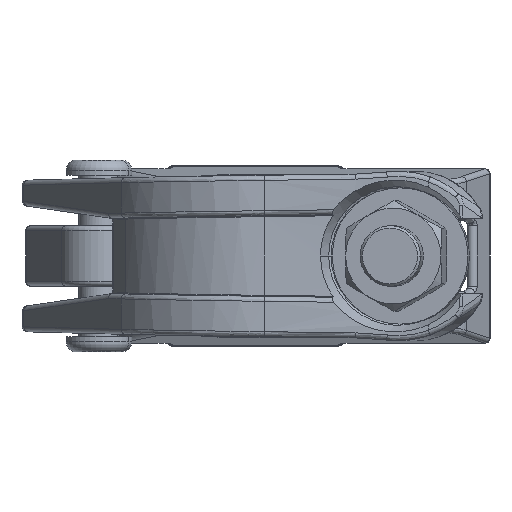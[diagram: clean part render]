
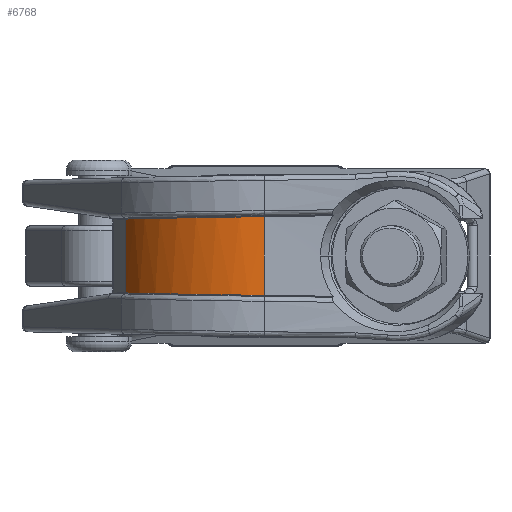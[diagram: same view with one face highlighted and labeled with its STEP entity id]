
A CAD part, front view. The second image highlights one B-rep face of the part: STEP entity #6768.
In plain terms, the highlighted cylindrical face has radius 29 mm (diameter 58 mm), a partial arc.
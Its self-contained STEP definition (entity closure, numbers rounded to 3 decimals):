
#37 = ORIENTED_EDGE ( 'NONE', *, *, #8680, .F. ) ;
#298 = ORIENTED_EDGE ( 'NONE', *, *, #5238, .T. ) ;
#981 = VECTOR ( 'NONE', #8179, 1000. ) ;
#2529 = DIRECTION ( 'NONE',  ( 0., 0., 1. ) ) ;
#3393 = VERTEX_POINT ( 'NONE', #11098 ) ;
#3747 = CARTESIAN_POINT ( 'NONE',  ( -17.4, 23.2, -134.198 ) ) ;
#4104 = EDGE_LOOP ( 'NONE', ( #6490, #4278, #37, #298 ) ) ;
#4112 = FACE_OUTER_BOUND ( 'NONE', #4104, .T. ) ;
#4278 = ORIENTED_EDGE ( 'NONE', *, *, #12897, .T. ) ;
#4847 =( BOUNDED_CURVE ( )  B_SPLINE_CURVE ( 3, ( #12368, #6767, #10022, #6710 ),
 .UNSPECIFIED., .F., .F. ) 
 B_SPLINE_CURVE_WITH_KNOTS ( ( 4, 4 ),
 ( 4.213, 5.356 ),
 .UNSPECIFIED. ) 
 CURVE ( )  GEOMETRIC_REPRESENTATION_ITEM ( )  RATIONAL_B_SPLINE_CURVE ( ( 1., 0.894, 0.894, 1. ) ) 
 REPRESENTATION_ITEM ( '' )  );
#5055 = CARTESIAN_POINT ( 'NONE',  ( 0., 0., -134.198 ) ) ;
#5238 = EDGE_CURVE ( 'NONE', #8816, #12070, #4847, .T. ) ;
#5585 = CARTESIAN_POINT ( 'NONE',  ( 13.884, 25.461, -7.786 ) ) ;
#5654 = CYLINDRICAL_SURFACE ( 'NONE', #5878, 29. ) ;
#5878 = AXIS2_PLACEMENT_3D ( 'NONE', #5055, #12835, #7383 ) ;
#6061 = VERTEX_POINT ( 'NONE', #13375 ) ;
#6480 = EDGE_CURVE ( 'NONE', #12070, #3393, #13450, .T. ) ;
#6490 = ORIENTED_EDGE ( 'NONE', *, *, #6480, .T. ) ;
#6614 = VECTOR ( 'NONE', #2529, 1000. ) ;
#6710 = CARTESIAN_POINT ( 'NONE',  ( -17.4, 23.2, -7.315 ) ) ;
#6767 = CARTESIAN_POINT ( 'NONE',  ( 3.617, 31.059, -7.631 ) ) ;
#6768 = ADVANCED_FACE ( 'NONE', ( #4112 ), #5654, .T. ) ;
#7383 = DIRECTION ( 'NONE',  ( 1., 0., 0. ) ) ;
#8008 = CARTESIAN_POINT ( 'NONE',  ( 13.884, 25.461, -134.198 ) ) ;
#8179 = DIRECTION ( 'NONE',  ( 0., 0., 1. ) ) ;
#8680 = EDGE_CURVE ( 'NONE', #8816, #6061, #9564, .T. ) ;
#8713 = CARTESIAN_POINT ( 'NONE',  ( -8.045, 30.216, 7.456 ) ) ;
#8816 = VERTEX_POINT ( 'NONE', #5585 ) ;
#9564 = LINE ( 'NONE', #8008, #6614 ) ;
#10022 = CARTESIAN_POINT ( 'NONE',  ( -8.045, 30.216, -7.456 ) ) ;
#10990 = CARTESIAN_POINT ( 'NONE',  ( 13.884, 25.461, 7.786 ) ) ;
#11098 = CARTESIAN_POINT ( 'NONE',  ( -17.4, 23.2, 7.315 ) ) ;
#11389 = CARTESIAN_POINT ( 'NONE',  ( -17.4, 23.2, -7.315 ) ) ;
#11719 =( BOUNDED_CURVE ( )  B_SPLINE_CURVE ( 3, ( #13151, #8713, #14214, #10990 ),
 .UNSPECIFIED., .F., .F. ) 
 B_SPLINE_CURVE_WITH_KNOTS ( ( 4, 4 ),
 ( 4.069, 5.212 ),
 .UNSPECIFIED. ) 
 CURVE ( )  GEOMETRIC_REPRESENTATION_ITEM ( )  RATIONAL_B_SPLINE_CURVE ( ( 1., 0.894, 0.894, 1. ) ) 
 REPRESENTATION_ITEM ( '' )  );
#12070 = VERTEX_POINT ( 'NONE', #11389 ) ;
#12368 = CARTESIAN_POINT ( 'NONE',  ( 13.884, 25.461, -7.786 ) ) ;
#12835 = DIRECTION ( 'NONE',  ( 0., 0., 1. ) ) ;
#12897 = EDGE_CURVE ( 'NONE', #3393, #6061, #11719, .T. ) ;
#13151 = CARTESIAN_POINT ( 'NONE',  ( -17.4, 23.2, 7.315 ) ) ;
#13375 = CARTESIAN_POINT ( 'NONE',  ( 13.884, 25.461, 7.786 ) ) ;
#13450 = LINE ( 'NONE', #3747, #981 ) ;
#14214 = CARTESIAN_POINT ( 'NONE',  ( 3.617, 31.059, 7.631 ) ) ;
